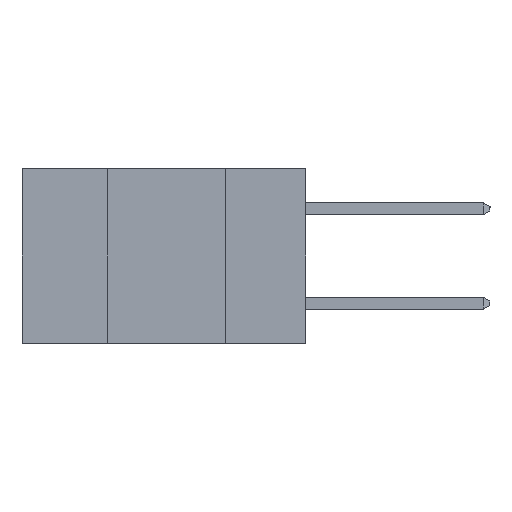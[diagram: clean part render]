
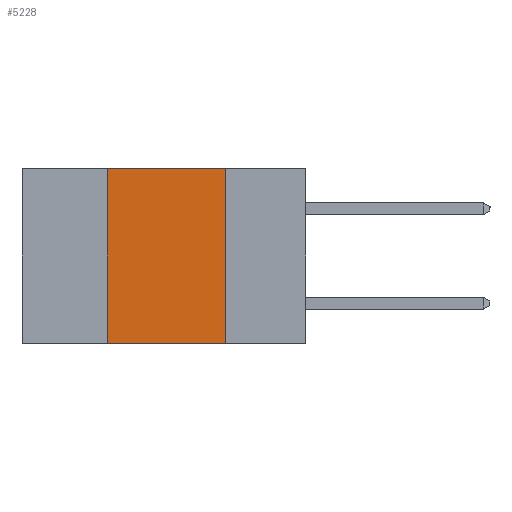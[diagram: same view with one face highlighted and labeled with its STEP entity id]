
A CAD part, left-side view. The second image highlights one B-rep face of the part: STEP entity #5228.
In plain terms, the highlighted planar face has unit normal (-1, 0, 0).
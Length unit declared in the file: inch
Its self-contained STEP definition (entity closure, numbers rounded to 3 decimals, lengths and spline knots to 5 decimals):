
#138 = EDGE_CURVE ( 'NONE', #4919, #10020, #2114, .T. ) ;
#279 = LINE ( 'NONE', #8084, #8396 ) ;
#338 = CARTESIAN_POINT ( 'NONE',  ( 0., 0.42, -0.37 ) ) ;
#418 = DIRECTION ( 'NONE',  ( 1., 0., 0. ) ) ;
#483 = ORIENTED_EDGE ( 'NONE', *, *, #7568, .F. ) ;
#487 = CARTESIAN_POINT ( 'NONE',  ( 0., 0.42, 0. ) ) ;
#1053 = VERTEX_POINT ( 'NONE', #4370 ) ;
#1077 = FACE_OUTER_BOUND ( 'NONE', #4259, .T. ) ;
#2010 = CARTESIAN_POINT ( 'NONE',  ( 0., 0.6, 0. ) ) ;
#2013 = DIRECTION ( 'NONE',  ( 0., 0., -1. ) ) ;
#2114 = LINE ( 'NONE', #2010, #4682 ) ;
#2367 = VERTEX_POINT ( 'NONE', #338 ) ;
#2677 = DIRECTION ( 'NONE',  ( 0., -1., 0. ) ) ;
#2786 = CARTESIAN_POINT ( 'NONE',  ( 0., 0.17, 0. ) ) ;
#3456 = CARTESIAN_POINT ( 'NONE',  ( 0., 0.6, 0. ) ) ;
#3542 = VECTOR ( 'NONE', #7529, 39.37008 ) ;
#3617 = ORIENTED_EDGE ( 'NONE', *, *, #9339, .F. ) ;
#3702 = CARTESIAN_POINT ( 'NONE',  ( 0., 0.17, -0.37 ) ) ;
#3712 = LINE ( 'NONE', #8370, #4521 ) ;
#4239 = PLANE ( 'NONE',  #9063 ) ;
#4259 = EDGE_LOOP ( 'NONE', ( #483, #5129, #3617, #7445 ) ) ;
#4370 = CARTESIAN_POINT ( 'NONE',  ( 0., 0.17, -0.37 ) ) ;
#4475 = EDGE_CURVE ( 'NONE', #2367, #1053, #3712, .T. ) ;
#4482 = DIRECTION ( 'NONE',  ( 0., -1., 0. ) ) ;
#4521 = VECTOR ( 'NONE', #4482, 39.37008 ) ;
#4682 = VECTOR ( 'NONE', #2677, 39.37008 ) ;
#4826 = DIRECTION ( 'NONE',  ( 0., 0., 1. ) ) ;
#4919 = VERTEX_POINT ( 'NONE', #487 ) ;
#5129 = ORIENTED_EDGE ( 'NONE', *, *, #138, .F. ) ;
#5228 = ADVANCED_FACE ( 'NONE', ( #1077 ), #4239, .F. ) ;
#7445 = ORIENTED_EDGE ( 'NONE', *, *, #4475, .T. ) ;
#7529 = DIRECTION ( 'NONE',  ( 0., 0., -1. ) ) ;
#7568 = EDGE_CURVE ( 'NONE', #10020, #1053, #7580, .T. ) ;
#7580 = LINE ( 'NONE', #3702, #3542 ) ;
#8084 = CARTESIAN_POINT ( 'NONE',  ( 0., 0.42, -0.37 ) ) ;
#8370 = CARTESIAN_POINT ( 'NONE',  ( 0., 0.6, -0.37 ) ) ;
#8396 = VECTOR ( 'NONE', #4826, 39.37008 ) ;
#9063 = AXIS2_PLACEMENT_3D ( 'NONE', #3456, #418, #2013 ) ;
#9339 = EDGE_CURVE ( 'NONE', #2367, #4919, #279, .T. ) ;
#10020 = VERTEX_POINT ( 'NONE', #2786 ) ;
